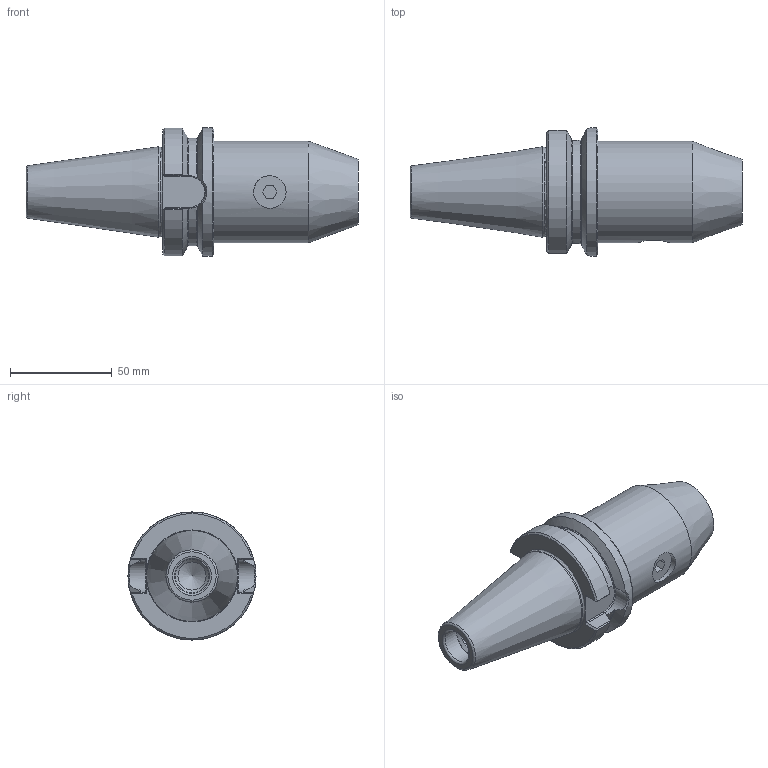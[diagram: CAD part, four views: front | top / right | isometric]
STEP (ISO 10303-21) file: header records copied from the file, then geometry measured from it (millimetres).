
FILE_DESCRIPTION( ( 'Unknown' ), '1' );
FILE_NAME( '214050103.stp', 'Unknown', ( 'Unknown' ), ( 'Unknown' ), 'PSStep 15.0.49', 'Unknown', ' ' );
FILE_SCHEMA( ( 'AUTOMOTIVE_DESIGN { 1 0 10303 214 1 1 1 1 }' ) );
Length unit declared in the file: millimetre
Products named in the file (1): 1
Bounding box: 163.4 x 63 x 63 mm (x, y, z)
Volume: 251293.7 mm3; surface area: 30056.6 mm2
Topology: 1 solids, 1 shells, 82 faces, 210 edges, 134 vertices
Faces by surface type: plane 44, cylinder 15, cone 12, torus 9, bspline 2
Full cylindrical faces by diameter (mm): 13.835 x1, 16 x1, 17 x1, 50 x1, 63 x1
Entity records: 3373 total; most frequent: CARTESIAN_POINT 844, ORIENTED_EDGE 382, DIRECTION 368, EDGE_CURVE 191, AXIS2_PLACEMENT_3D 143, VERTEX_POINT 130, EDGE_LOOP 100, FACE_OUTER_BOUND 90
